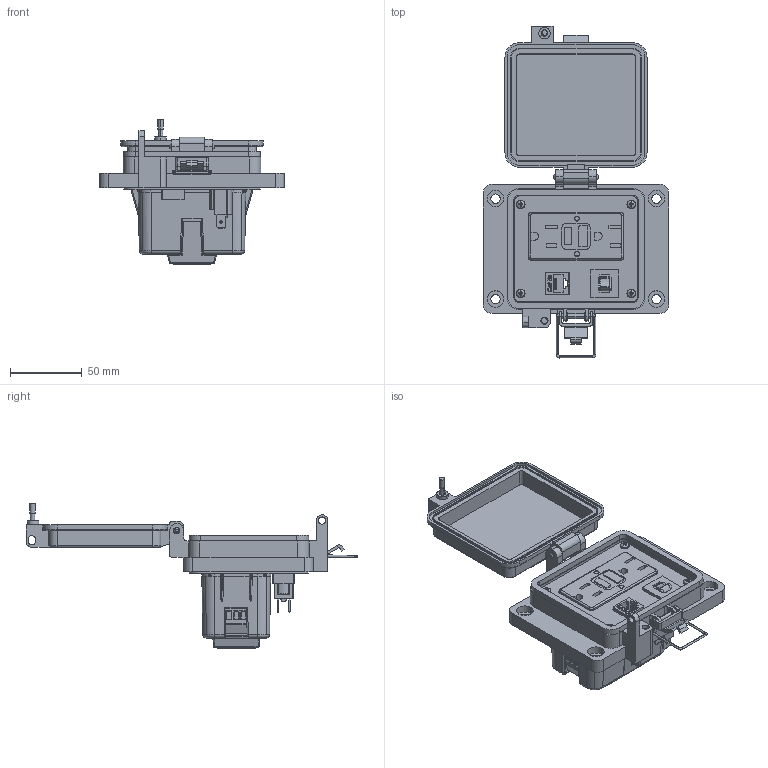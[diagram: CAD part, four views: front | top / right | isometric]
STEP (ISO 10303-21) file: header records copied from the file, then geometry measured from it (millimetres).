
FILE_DESCRIPTION (( 'STEP AP203' ), '1' );
FILE_NAME ('P-R2-K3RF3_3D.STEP', '2022-11-29T15:58:53', ( '' ), ( '' ), 'SwSTEP 2.0', 'SolidWorks 2021', '' );
FILE_SCHEMA (( 'CONFIG_CONTROL_DESIGN' ));
Length unit declared in the file: millimetre
Products named in the file (15): P-R2-K3RF3_BP180_1; CBX; RF; Z-CB-SM; Z-120-RIOF-SHELL; R2; Z-200-OTLT-RIOF-15A; 92005A124_METRIC PAN HEAD PHILLIPS MACHINE SCREW_92005A124; Z-H-K3_B; Z-300-RJ45CAT5; -K3; P-R2-K3RF3_FP060_1; P-R2-K3RF3_3D; Z-200-OTLT-GFIH-15A_sheared; P-R2-K3RF3_TP060_1
Assembly tree (17 placements, depth 4):
  P-R2-K3RF3_3D
    -K3
      Z-H-K3_B
    P-R2-K3RF3_BP180_1
    P-R2-K3RF3_FP060_1
    P-R2-K3RF3_TP060_1
    R2
      Z-300-RJ45CAT5
    CBX
      Z-CB-SM
    RF
      Z-200-OTLT-RIOF-15A
        Z-120-RIOF-SHELL
        Z-200-OTLT-GFIH-15A_sheared
    92005A124_METRIC PAN HEAD PHILLIPS MACHINE SCREW_92005A124  x4
Bounding box: 129 x 231.18 x 101.47 mm (x, y, z)
Volume: 298967 mm3; surface area: 181925.6 mm2
Topology: 36 solids, 42 shells, 5627 faces, 14688 edges, 9308 vertices
Faces by surface type: plane 2324, cylinder 1862, bspline 1180, cone 114, torus 89, sphere 58
Entity records: 214969 total; most frequent: CARTESIAN_POINT 100425, ORIENTED_EDGE 26196, DIRECTION 19189, EDGE_CURVE 13098, VERTEX_POINT 8261, VECTOR 7709, LINE 7709, AXIS2_PLACEMENT_3D 5740
